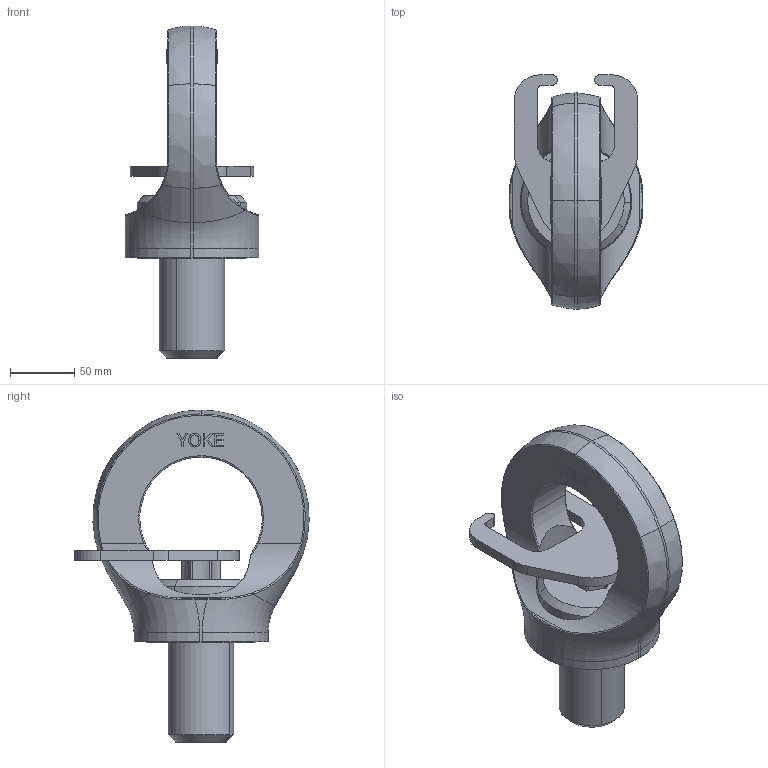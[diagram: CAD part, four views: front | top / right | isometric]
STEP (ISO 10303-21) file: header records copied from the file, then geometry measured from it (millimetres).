
FILE_DESCRIPTION(('CATIA V5 STEP Exchange'),'2;1');
FILE_NAME('8-292K-120.stp','2016-02-16T01:33:52+00:00',('none'),('none'),'CATIA Version 5 Release 21 GA (IN-10)','CATIA V5 STEP AP203','none');
FILE_SCHEMA(('CONFIG_CONTROL_DESIGN'));
Length unit declared in the file: millimetre
Products named in the file (1): 8-292K-120
Bounding box: 104 x 181.98 x 257.76 mm (x, y, z)
Volume: 1058250.3 mm3; surface area: 121551 mm2
Topology: 1 solids, 1 shells, 408 faces, 1133 edges, 742 vertices
Faces by surface type: plane 280, cylinder 42, extrusion 28, bspline 20, torus 17, cone 13, revolution 8
Entity records: 14252 total; most frequent: CARTESIAN_POINT 4301, ORIENTED_EDGE 2266, DIRECTION 1639, EDGE_CURVE 1133, VECTOR 874, LINE 846, VERTEX_POINT 742, AXIS2_PLACEMENT_3D 447
